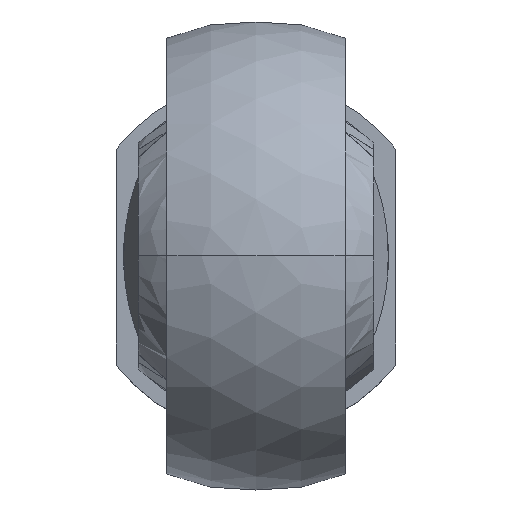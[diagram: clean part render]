
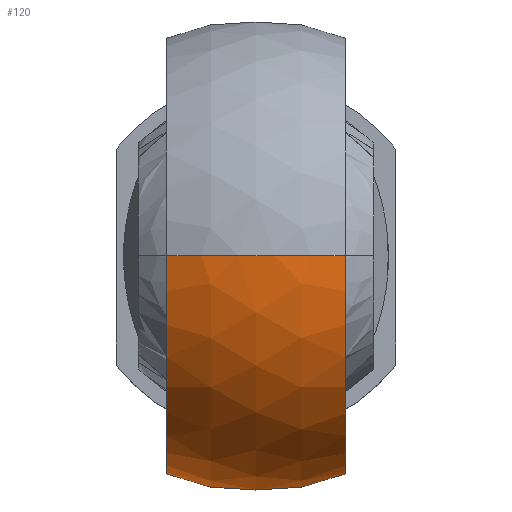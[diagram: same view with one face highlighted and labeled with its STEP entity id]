
A CAD part, top view. The second image highlights one B-rep face of the part: STEP entity #120.
In plain terms, the highlighted spherical face has radius 16 mm.
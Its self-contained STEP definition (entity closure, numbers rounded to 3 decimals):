
#120=ADVANCED_FACE('',(#204),#205,.T.);
#204=FACE_OUTER_BOUND('',#289,.T.);
#205=SPHERICAL_SURFACE('',#290,16.0);
#289=EDGE_LOOP('',(#576,#577,#578,#579,#580));
#290=AXIS2_PLACEMENT_3D('',#581,#582,#583);
#576=ORIENTED_EDGE('',*,*,#611,.T.);
#577=ORIENTED_EDGE('',*,*,#675,.F.);
#578=ORIENTED_EDGE('',*,*,#607,.T.);
#579=ORIENTED_EDGE('',*,*,#682,.T.);
#580=ORIENTED_EDGE('',*,*,#678,.F.);
#581=CARTESIAN_POINT('',(0.,0.0,50.0));
#582=DIRECTION('',(-1.0,0.0,0.));
#583=DIRECTION('',(0.,0.0,1.0));
#607=EDGE_CURVE('',#710,#707,#711,.T.);
#611=EDGE_CURVE('',#717,#718,#719,.T.);
#675=EDGE_CURVE('',#710,#718,#824,.T.);
#678=EDGE_CURVE('',#717,#825,#828,.T.);
#682=EDGE_CURVE('',#707,#825,#832,.T.);
#707=VERTEX_POINT('',#859);
#710=VERTEX_POINT('',#863);
#711=CIRCLE('',#864,15.081);
#717=VERTEX_POINT('',#879);
#718=VERTEX_POINT('',#880);
#719=CIRCLE('',#881,16.0);
#824=CIRCLE('',#1020,14.807);
#825=VERTEX_POINT('',#1021);
#828=CIRCLE('',#1042,14.807);
#832=CIRCLE('',#1046,15.081);
#859=CARTESIAN_POINT('',(0.,-15.081,44.654));
#863=CARTESIAN_POINT('',(-6.063,-13.808,44.654));
#864=AXIS2_PLACEMENT_3D('',#1086,#1087,#1088);
#879=CARTESIAN_POINT('',(6.063,0.,64.807));
#880=CARTESIAN_POINT('',(-6.063,0.,64.807));
#881=AXIS2_PLACEMENT_3D('',#1095,#1096,#1097);
#1020=AXIS2_PLACEMENT_3D('',#1234,#1235,#1236);
#1021=CARTESIAN_POINT('',(6.063,-13.808,44.654));
#1042=AXIS2_PLACEMENT_3D('',#1237,#1238,#1239);
#1046=AXIS2_PLACEMENT_3D('',#1249,#1250,#1251);
#1086=CARTESIAN_POINT('',(0.,0.0,44.654));
#1087=DIRECTION('',(0.,-0.0,1.0));
#1088=DIRECTION('',(0.0,1.0,0.0));
#1095=CARTESIAN_POINT('',(0.,0.0,50.0));
#1096=DIRECTION('',(0.,-1.0,0.));
#1097=DIRECTION('',(0.0,0.,1.0));
#1234=CARTESIAN_POINT('',(-6.063,0.,50.0));
#1235=DIRECTION('',(-1.0,0.,0.));
#1236=DIRECTION('',(0.,1.0,0.));
#1237=CARTESIAN_POINT('',(6.063,0.,50.0));
#1238=DIRECTION('',(1.0,0.,0.));
#1239=DIRECTION('',(0.,-1.0,0.));
#1249=CARTESIAN_POINT('',(0.,0.0,44.654));
#1250=DIRECTION('',(0.,-0.0,1.0));
#1251=DIRECTION('',(0.0,1.0,0.0));
